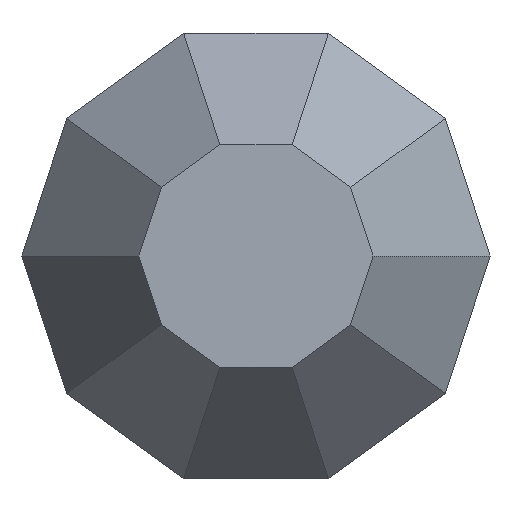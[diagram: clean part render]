
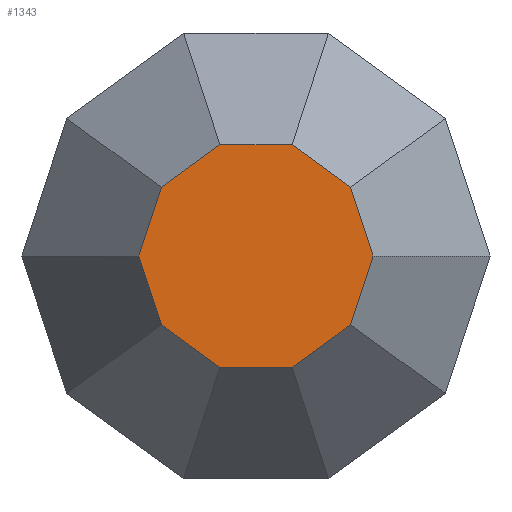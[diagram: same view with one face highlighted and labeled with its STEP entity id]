
A CAD part, front view. The second image highlights one B-rep face of the part: STEP entity #1343.
In plain terms, the highlighted planar face has unit normal (0, -1, 0).
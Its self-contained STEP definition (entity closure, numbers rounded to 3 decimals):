
#70=PLANE('',#1453);
#155=FACE_OUTER_BOUND('',#242,.T.);
#242=EDGE_LOOP('',(#1158,#1159,#1160,#1161,#1162,#1163,#1164,#1165,#1166,
#1167));
#376=LINE('',#2058,#557);
#379=LINE('',#2064,#560);
#382=LINE('',#2070,#563);
#385=LINE('',#2076,#566);
#388=LINE('',#2082,#569);
#391=LINE('',#2088,#572);
#394=LINE('',#2094,#575);
#397=LINE('',#2100,#578);
#400=LINE('',#2106,#581);
#403=LINE('',#2110,#584);
#557=VECTOR('',#1683,10.);
#560=VECTOR('',#1688,10.);
#563=VECTOR('',#1693,10.);
#566=VECTOR('',#1698,10.);
#569=VECTOR('',#1703,10.);
#572=VECTOR('',#1708,10.);
#575=VECTOR('',#1713,10.);
#578=VECTOR('',#1718,10.);
#581=VECTOR('',#1723,10.);
#584=VECTOR('',#1728,10.);
#701=VERTEX_POINT('',#2055);
#702=VERTEX_POINT('',#2057);
#704=VERTEX_POINT('',#2063);
#706=VERTEX_POINT('',#2069);
#708=VERTEX_POINT('',#2075);
#710=VERTEX_POINT('',#2081);
#712=VERTEX_POINT('',#2087);
#714=VERTEX_POINT('',#2093);
#716=VERTEX_POINT('',#2099);
#718=VERTEX_POINT('',#2105);
#844=EDGE_CURVE('',#702,#701,#376,.T.);
#847=EDGE_CURVE('',#704,#702,#379,.T.);
#850=EDGE_CURVE('',#706,#704,#382,.T.);
#853=EDGE_CURVE('',#708,#706,#385,.T.);
#856=EDGE_CURVE('',#710,#708,#388,.T.);
#859=EDGE_CURVE('',#712,#710,#391,.T.);
#862=EDGE_CURVE('',#714,#712,#394,.T.);
#865=EDGE_CURVE('',#716,#714,#397,.T.);
#868=EDGE_CURVE('',#718,#716,#400,.T.);
#871=EDGE_CURVE('',#701,#718,#403,.T.);
#1158=ORIENTED_EDGE('',*,*,#871,.T.);
#1159=ORIENTED_EDGE('',*,*,#868,.T.);
#1160=ORIENTED_EDGE('',*,*,#865,.T.);
#1161=ORIENTED_EDGE('',*,*,#862,.T.);
#1162=ORIENTED_EDGE('',*,*,#859,.T.);
#1163=ORIENTED_EDGE('',*,*,#856,.T.);
#1164=ORIENTED_EDGE('',*,*,#853,.T.);
#1165=ORIENTED_EDGE('',*,*,#850,.T.);
#1166=ORIENTED_EDGE('',*,*,#847,.T.);
#1167=ORIENTED_EDGE('',*,*,#844,.T.);
#1343=ADVANCED_FACE('',(#155),#70,.T.);
#1453=AXIS2_PLACEMENT_3D('',#2111,#1729,#1730);
#1683=DIRECTION('',(0.809,0.,-0.588));
#1688=DIRECTION('',(0.309,0.,-0.951));
#1693=DIRECTION('',(-0.309,0.,-0.951));
#1698=DIRECTION('',(-0.809,0.,-0.588));
#1703=DIRECTION('',(-1.,0.,0.));
#1708=DIRECTION('',(-0.809,0.,0.588));
#1713=DIRECTION('',(-0.309,0.,0.951));
#1718=DIRECTION('',(0.309,0.,0.951));
#1723=DIRECTION('',(0.809,0.,0.588));
#1728=DIRECTION('',(1.,0.,0.));
#1729=DIRECTION('center_axis',(0.,-1.,0.));
#1730=DIRECTION('ref_axis',(0.,0.,-1.));
#2055=CARTESIAN_POINT('',(-1.854,-11.,-5.706));
#2057=CARTESIAN_POINT('',(-4.854,-11.,-3.527));
#2058=CARTESIAN_POINT('',(-4.854,-11.,-3.527));
#2063=CARTESIAN_POINT('',(-6.,-11.,0.));
#2064=CARTESIAN_POINT('',(-6.,-11.,0.));
#2069=CARTESIAN_POINT('',(-4.854,-11.,3.527));
#2070=CARTESIAN_POINT('',(-4.854,-11.,3.527));
#2075=CARTESIAN_POINT('',(-1.854,-11.,5.706));
#2076=CARTESIAN_POINT('',(-1.854,-11.,5.706));
#2081=CARTESIAN_POINT('',(1.854,-11.,5.706));
#2082=CARTESIAN_POINT('',(1.854,-11.,5.706));
#2087=CARTESIAN_POINT('',(4.854,-11.,3.527));
#2088=CARTESIAN_POINT('',(4.854,-11.,3.527));
#2093=CARTESIAN_POINT('',(6.,-11.,0.));
#2094=CARTESIAN_POINT('',(6.,-11.,0.));
#2099=CARTESIAN_POINT('',(4.854,-11.,-3.527));
#2100=CARTESIAN_POINT('',(4.854,-11.,-3.527));
#2105=CARTESIAN_POINT('',(1.854,-11.,-5.706));
#2106=CARTESIAN_POINT('',(1.854,-11.,-5.706));
#2110=CARTESIAN_POINT('',(-1.854,-11.,-5.706));
#2111=CARTESIAN_POINT('Origin',(0.,-11.,0.));
